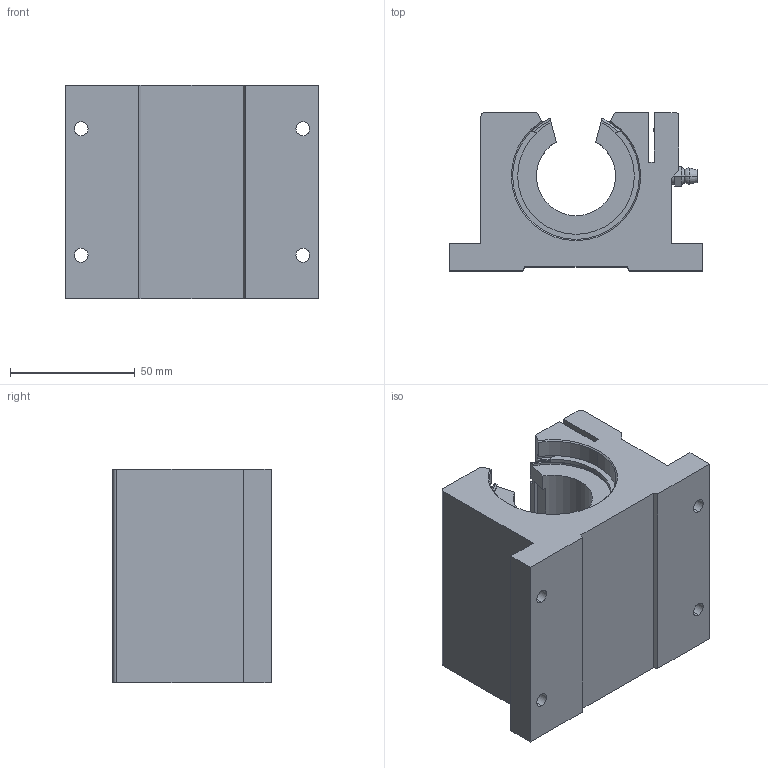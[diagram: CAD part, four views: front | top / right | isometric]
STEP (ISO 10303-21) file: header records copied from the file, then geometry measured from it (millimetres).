
FILE_DESCRIPTION (( 'STEP AP214' ), '1' );
FILE_NAME ('PillowBlock_7EF2E9FD9A.step', '2022-03-28T18:44:19', ( 'localadmin' ), ( 'BOXX Technologies, Inc.' ), 'SwSTEP 2.0', 'SolidWorks 2019', '' );
FILE_SCHEMA (( 'AUTOMOTIVE_DESIGN' ));
Length unit declared in the file: inch
Products named in the file (3): tQ9RUYjVf4_CADModel_0; PillowBlock_7EF2E9FD9A
Assembly tree (1 placements, depth 2):
  tQ9RUYjVf4_CADModel_0
  PillowBlock_7EF2E9FD9A
    tQ9RUYjVf4_CADModel_0
Bounding box: 101.6 x 63.5 x 85.72 mm (x, y, z)
Volume: 324869 mm3; surface area: 72056.9 mm2
Topology: 8 solids, 8 shells, 246 faces, 642 edges, 408 vertices
Faces by surface type: plane 99, cylinder 95, cone 42, torus 8, sphere 2
Entity records: 11194 total; most frequent: CARTESIAN_POINT 1685, DIRECTION 1347, ORIENTED_EDGE 1262, EDGE_CURVE 631, AXIS2_PLACEMENT_3D 511, VERTEX_POINT 405, VECTOR 325, LINE 325
